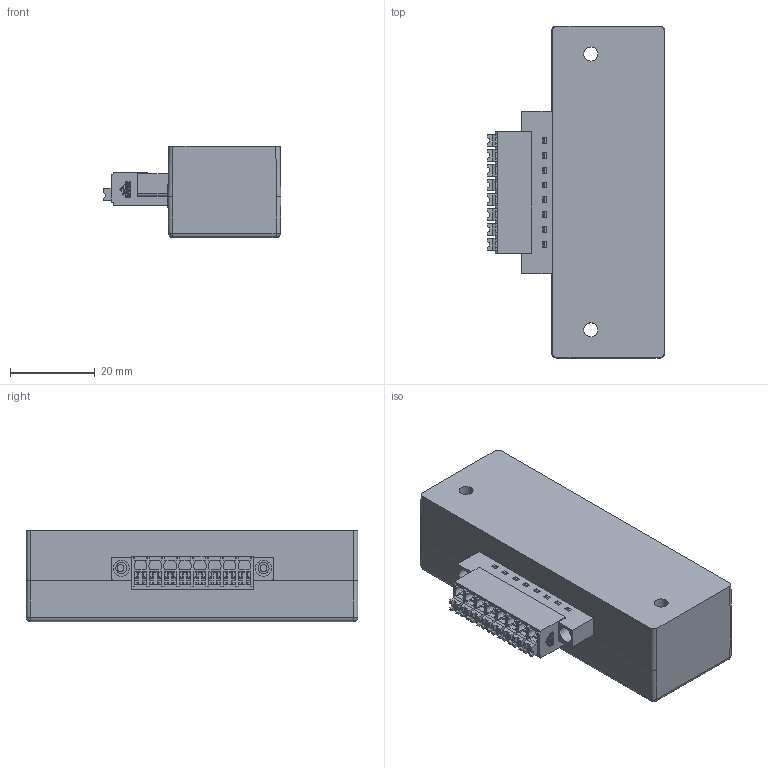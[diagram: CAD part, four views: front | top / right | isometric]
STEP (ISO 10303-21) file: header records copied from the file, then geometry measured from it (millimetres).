
FILE_DESCRIPTION(/* description */ (''),/* implementation_level */ '2;1');
FILE_NAME(/* name */ 'D268-6 3D.stp',/* time_stamp */ '2024-08-14T18:20:58+08:00',/* author */ (''),/* organization */ (''),/* preprocessor_version */ 'ST-DEVELOPER v14',/* originating_system */ 'SIEMENS PLM Software NX 8.0',/* authorisation */ '');
FILE_SCHEMA (('AUTOMOTIVE_DESIGN { 1 0 10303 214 3 1 1 1 }'));
Products named in the file (1): D268-6 3D_stp
Bounding box: 41.89 x 78.2 x 21.5 mm (x, y, z)
Volume: 46469.6 mm3; surface area: 13967.4 mm2
Topology: 2 solids, 10 shells, 2763 faces, 7639 edges, 5063 vertices
Faces by surface type: plane 2498, cylinder 201, extrusion 48, cone 12, sphere 4
Full cylindrical faces by diameter (mm): 1.6 x2, 2 x8, 2.6 x2, 3.3 x2, 3.6 x2, 3.8 x2
Entity records: 91063 total; most frequent: CARTESIAN_POINT 19442, ORIENTED_EDGE 15172, DIRECTION 13348, EDGE_CURVE 7586, VECTOR 7100, LINE 7052, VERTEX_POINT 5048, AXIS2_PLACEMENT_3D 3124
